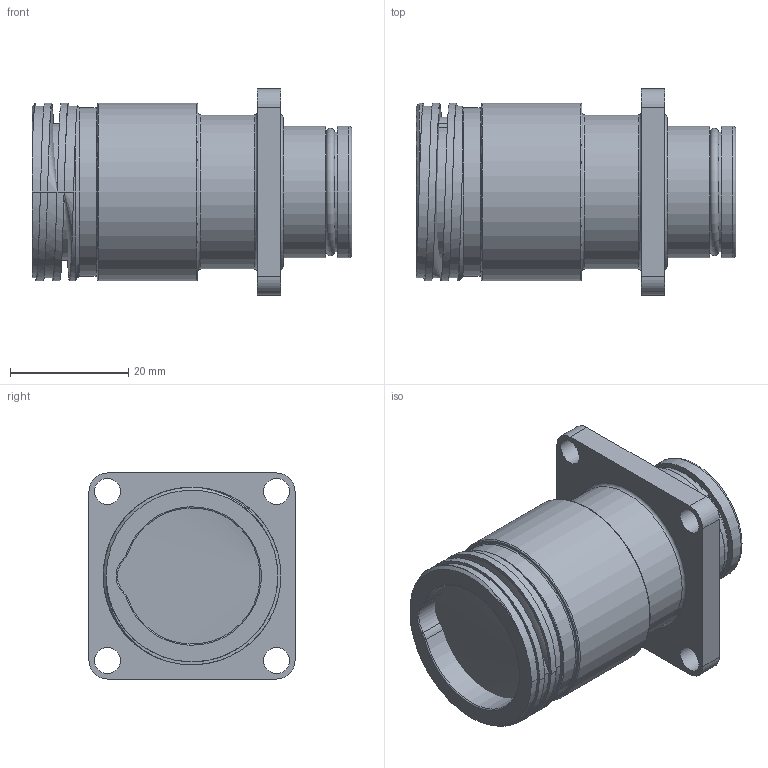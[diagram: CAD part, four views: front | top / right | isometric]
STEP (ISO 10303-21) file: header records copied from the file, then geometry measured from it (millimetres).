
FILE_DESCRIPTION(/* description */ (''),/* implementation_level */ '2;1');
FILE_NAME(/* name */ 'TrustLink MS FCR B 16 M.stp',/* time_stamp */ '2021-03-10T08:14:26+01:00',/* author */ ('sh'),/* organization */ (''),/* preprocessor_version */ 'ST-DEVELOPER v17.2',/* originating_system */ 'Autodesk Inventor 2019',/* authorisation */ '');
FILE_SCHEMA (('AUTOMOTIVE_DESIGN { 1 0 10303 214 3 1 1 }','PROCESS_PLANNING_SCHEMA'));
Length unit declared in the file: millimetre
Products named in the file (1): TrustLink MS FCR B 16 M
Bounding box: 54 x 34.8 x 34.8 mm (x, y, z)
Volume: 23285.1 mm3; surface area: 13256.4 mm2
Topology: 2 solids, 2 shells, 737 faces, 2096 edges, 1438 vertices
Faces by surface type: plane 288, bspline 187, cylinder 159, cone 54, torus 35, sphere 14
Full cylindrical faces by diameter (mm): 0.5 x14, 1 x2, 1.02 x14, 1.1 x14, 1.5 x2, 1.8 x28, 1.85 x2, 2.3 x14, 2.6 x4, 2.8 x2, 3.3 x2, 4.4 x4, 16 x1, 19 x1, 20 x1, 20.17 x2, 20.5 x1, 22.17 x2, 23 x2, 23.5 x2, 25.2 x4, 26 x1, 27.3 x1, 28.5 x1, 29 x3, 30 x3
Entity records: 28730 total; most frequent: CARTESIAN_POINT 9532, ORIENTED_EDGE 4132, DIRECTION 3285, EDGE_CURVE 2066, VERTEX_POINT 1438, AXIS2_PLACEMENT_3D 1165, LINE 955, VECTOR 955
